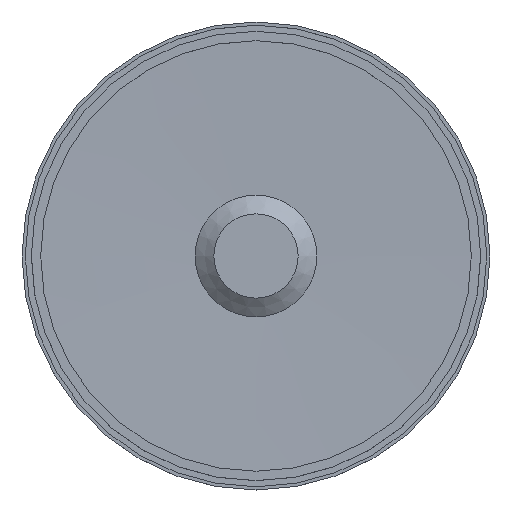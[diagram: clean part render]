
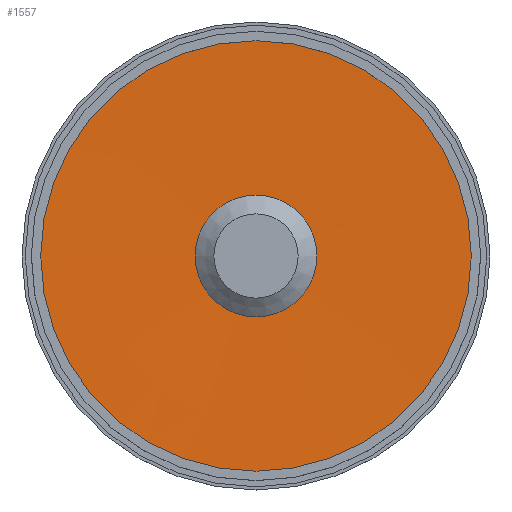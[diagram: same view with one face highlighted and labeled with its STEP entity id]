
A CAD part, top view. The second image highlights one B-rep face of the part: STEP entity #1557.
In plain terms, the highlighted conical face has half-angle 88.784 degrees and reference radius 14.753 mm.
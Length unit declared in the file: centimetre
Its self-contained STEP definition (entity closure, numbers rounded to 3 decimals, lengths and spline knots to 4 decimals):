
#707=VERTEX_POINT('',#1802);
#708=VERTEX_POINT('',#1805);
#811=CIRCLE('',#1632,0.6506);
#812=CIRCLE('',#1634,2.3);
#897=EDGE_CURVE('',#707,#707,#811,.T.);
#898=EDGE_CURVE('',#708,#708,#812,.T.);
#1031=ORIENTED_EDGE('',*,*,#897,.F.);
#1032=ORIENTED_EDGE('',*,*,#898,.F.);
#1295=EDGE_LOOP('',(#1031));
#1296=EDGE_LOOP('',(#1032));
#1427=FACE_BOUND('',#1295,.T.);
#1428=FACE_BOUND('',#1296,.T.);
#1557=ADVANCED_FACE('',(#1427,#1428),#2465,.F.);
#1632=AXIS2_PLACEMENT_3D('',#1801,#2120,#2121);
#1633=AXIS2_PLACEMENT_3D('',#1803,#2122,#2123);
#1634=AXIS2_PLACEMENT_3D('',#1804,#2124,#2125);
#1801=CARTESIAN_POINT('',(0.,0.,0.785));
#1802=CARTESIAN_POINT('',(0.6506,0.,0.785));
#1803=CARTESIAN_POINT('',(0.,0.,0.8025));
#1804=CARTESIAN_POINT('',(0.,0.,0.82));
#1805=CARTESIAN_POINT('',(2.3,0.,0.82));
#2120=DIRECTION('',(0.,0.,1.));
#2121=DIRECTION('',(0.651,0.,0.));
#2122=DIRECTION('',(0.,0.,1.));
#2123=DIRECTION('',(1.475,0.,0.));
#2124=DIRECTION('',(0.,0.,-1.));
#2125=DIRECTION('',(2.3,0.,0.));
#2465=CONICAL_SURFACE('',#1633,1.4753,1.55);
